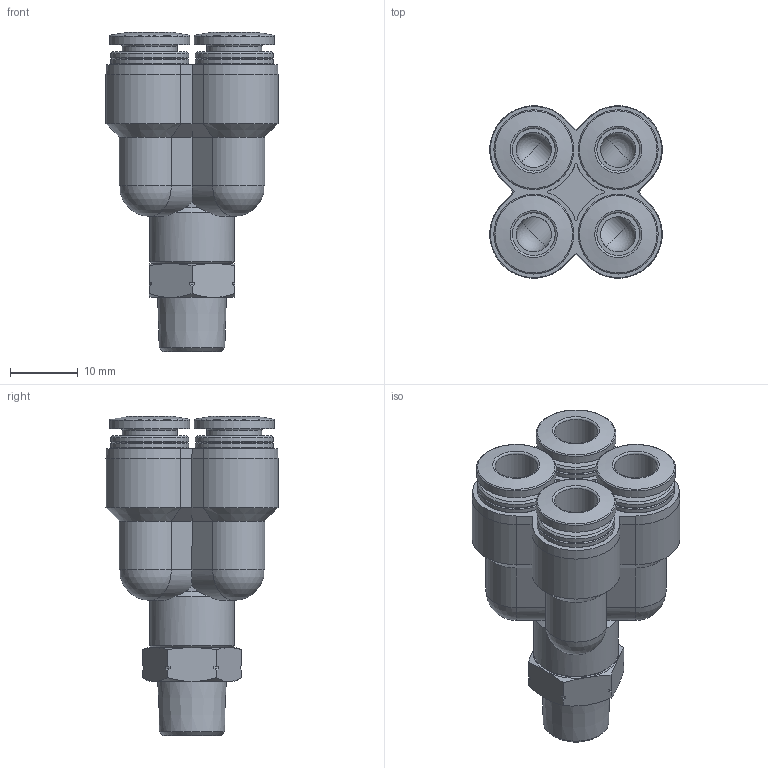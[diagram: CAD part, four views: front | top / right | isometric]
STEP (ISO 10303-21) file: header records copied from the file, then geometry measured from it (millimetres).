
FILE_DESCRIPTION(/* description */ ('STEP AP214'),/* implementation_level */ '2;1');
FILE_NAME(/* name */ '153813_QSQ-1_8-1_4-U',/* time_stamp */ '2024-09-14T15:19:12+02:00',/* author */ ('License CC BY-ND 4.0'),/* organization */ ('CADENAS'),/* preprocessor_version */ 'ST-DEVELOPER v19.3',/* originating_system */ 'PARTsolutions',/* authorisation */ ' ');
FILE_SCHEMA (('AUTOMOTIVE_DESIGN {1 0 10303 214 3 1 1}'));
Length unit declared in the file: millimetre
Products named in the file (1): 153813 QSQ-1/8-1/4-U
Bounding box: 25.45 x 25.45 x 47.2 mm (x, y, z)
Volume: 9546.8 mm3; surface area: 7456.6 mm2
Topology: 1 solids, 1 shells, 197 faces, 454 edges, 264 vertices
Faces by surface type: cylinder 61, cone 60, plane 56, torus 12, sphere 8
Full cylindrical faces by diameter (mm): 5.2 x9, 5.878 x1, 6.35 x4, 8.1 x4, 11.5 x8, 11.8 x4, 12.5 x1
Entity records: 6428 total; most frequent: CARTESIAN_POINT 1013, DIRECTION 862, ORIENTED_EDGE 722, AXIS2_PLACEMENT_3D 371, EDGE_CURVE 361, EDGE_LOOP 285, FACE_BOUND 285, VERTEX_POINT 246
